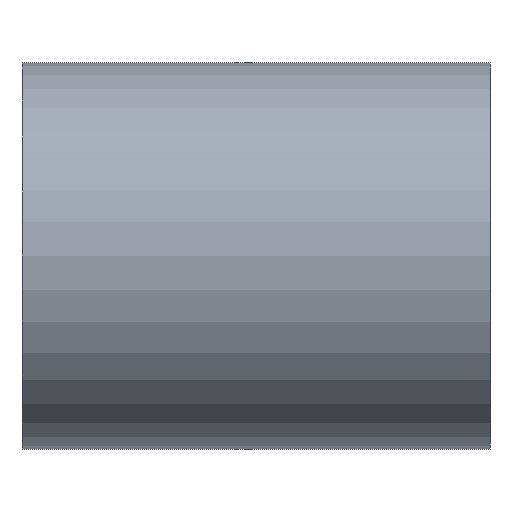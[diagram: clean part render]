
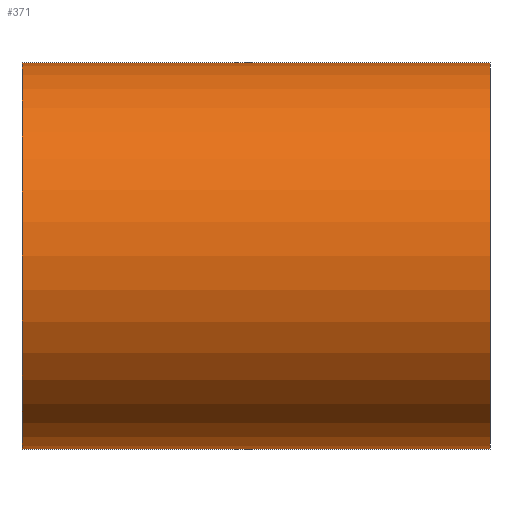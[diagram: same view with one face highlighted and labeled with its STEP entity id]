
A CAD part, left-side view. The second image highlights one B-rep face of the part: STEP entity #371.
In plain terms, the highlighted cylindrical face has radius 82.5 mm (diameter 165 mm), a partial arc.
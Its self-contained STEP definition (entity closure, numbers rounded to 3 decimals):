
#2 = ORIENTED_EDGE ( 'NONE', *, *, #197, .F. ) ;
#11 = DIRECTION ( 'NONE',  ( 0., 1., 0. ) ) ;
#12 = VECTOR ( 'NONE', #58, 1000. ) ;
#13 = CARTESIAN_POINT ( 'NONE',  ( 0., 100., 82.5 ) ) ;
#58 = DIRECTION ( 'NONE',  ( 0., -1., 0. ) ) ;
#62 = DIRECTION ( 'NONE',  ( 0., 0., 1. ) ) ;
#65 = CARTESIAN_POINT ( 'NONE',  ( 0., 100., -82.5 ) ) ;
#75 = EDGE_CURVE ( 'NONE', #471, #537, #435, .T. ) ;
#92 = AXIS2_PLACEMENT_3D ( 'NONE', #572, #11, #62 ) ;
#103 = CIRCLE ( 'NONE', #92, 82.5 ) ;
#119 = EDGE_LOOP ( 'NONE', ( #2, #751, #482, #685 ) ) ;
#123 = VERTEX_POINT ( 'NONE', #348 ) ;
#127 = CARTESIAN_POINT ( 'NONE',  ( 0., 300., 0. ) ) ;
#197 = EDGE_CURVE ( 'NONE', #123, #390, #465, .T. ) ;
#212 = CARTESIAN_POINT ( 'NONE',  ( 0., 300., -82.5 ) ) ;
#301 = DIRECTION ( 'NONE',  ( 0., 0., -1. ) ) ;
#315 = CARTESIAN_POINT ( 'NONE',  ( 0., 300., 0. ) ) ;
#348 = CARTESIAN_POINT ( 'NONE',  ( 0., 300., 82.5 ) ) ;
#360 = DIRECTION ( 'NONE',  ( 0., 0., 1. ) ) ;
#371 = ADVANCED_FACE ( 'NONE', ( #413 ), #647, .T. ) ;
#378 = CARTESIAN_POINT ( 'NONE',  ( 0., 300., -82.5 ) ) ;
#387 = CARTESIAN_POINT ( 'NONE',  ( 0., 300., 82.5 ) ) ;
#390 = VERTEX_POINT ( 'NONE', #13 ) ;
#412 = DIRECTION ( 'NONE',  ( 0., 1., 0. ) ) ;
#413 = FACE_OUTER_BOUND ( 'NONE', #119, .T. ) ;
#435 = LINE ( 'NONE', #378, #703 ) ;
#465 = LINE ( 'NONE', #387, #12 ) ;
#471 = VERTEX_POINT ( 'NONE', #212 ) ;
#482 = ORIENTED_EDGE ( 'NONE', *, *, #75, .T. ) ;
#537 = VERTEX_POINT ( 'NONE', #65 ) ;
#538 = EDGE_CURVE ( 'NONE', #471, #123, #747, .T. ) ;
#548 = DIRECTION ( 'NONE',  ( 0., -1., 0. ) ) ;
#555 = EDGE_CURVE ( 'NONE', #537, #390, #103, .T. ) ;
#572 = CARTESIAN_POINT ( 'NONE',  ( 0., 100., 0. ) ) ;
#611 = DIRECTION ( 'NONE',  ( 0., -1., 0. ) ) ;
#647 = CYLINDRICAL_SURFACE ( 'NONE', #699, 82.5 ) ;
#685 = ORIENTED_EDGE ( 'NONE', *, *, #555, .T. ) ;
#687 = AXIS2_PLACEMENT_3D ( 'NONE', #127, #412, #360 ) ;
#699 = AXIS2_PLACEMENT_3D ( 'NONE', #315, #548, #301 ) ;
#703 = VECTOR ( 'NONE', #611, 1000. ) ;
#747 = CIRCLE ( 'NONE', #687, 82.5 ) ;
#751 = ORIENTED_EDGE ( 'NONE', *, *, #538, .F. ) ;
